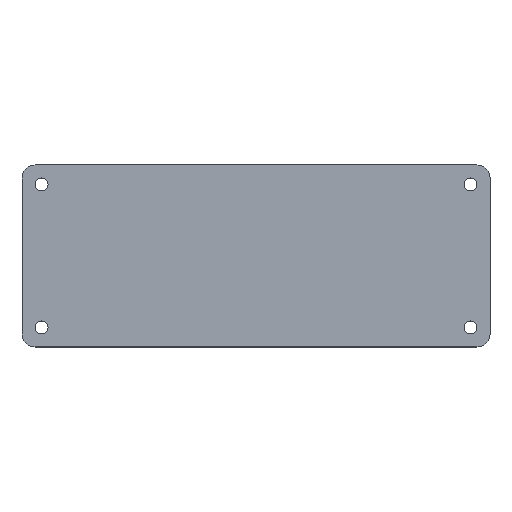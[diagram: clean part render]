
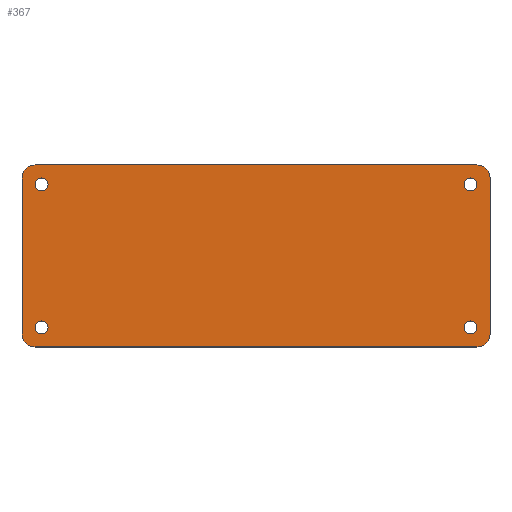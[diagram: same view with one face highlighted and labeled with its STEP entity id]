
A CAD part, top view. The second image highlights one B-rep face of the part: STEP entity #367.
In plain terms, the highlighted planar face has unit normal (0, 0, 1).
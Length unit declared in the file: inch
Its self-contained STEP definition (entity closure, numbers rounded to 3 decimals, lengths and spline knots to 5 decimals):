
#10 = FACE_BOUND ( 'NONE', #391, .T. ) ;
#14 = CARTESIAN_POINT ( 'NONE',  ( 4.25, 1.5, 0. ) ) ;
#15 = DIRECTION ( 'NONE',  ( -1., 0., 0. ) ) ;
#16 = DIRECTION ( 'NONE',  ( 0., 0., -1. ) ) ;
#18 = VECTOR ( 'NONE', #369, 39.37008 ) ;
#25 = EDGE_CURVE ( 'NONE', #376, #148, #347, .T. ) ;
#27 = ORIENTED_EDGE ( 'NONE', *, *, #72, .F. ) ;
#33 = ORIENTED_EDGE ( 'NONE', *, *, #342, .F. ) ;
#36 = EDGE_CURVE ( 'NONE', #174, #174, #245, .T. ) ;
#38 = EDGE_LOOP ( 'NONE', ( #27, #268, #225, #154, #192, #33, #426, #222 ) ) ;
#44 = CARTESIAN_POINT ( 'NONE',  ( 4.25, 1.75, 0. ) ) ;
#45 = VECTOR ( 'NONE', #368, 39.37008 ) ;
#48 = EDGE_LOOP ( 'NONE', ( #262 ) ) ;
#58 = CARTESIAN_POINT ( 'NONE',  ( -4.5, 1.5, 0. ) ) ;
#59 = DIRECTION ( 'NONE',  ( -1., 0., 0. ) ) ;
#69 = VERTEX_POINT ( 'NONE', #379 ) ;
#71 = AXIS2_PLACEMENT_3D ( 'NONE', #14, #92, #59 ) ;
#72 = EDGE_CURVE ( 'NONE', #189, #181, #460, .T. ) ;
#84 = AXIS2_PLACEMENT_3D ( 'NONE', #287, #127, #15 ) ;
#86 = DIRECTION ( 'NONE',  ( 0., 0., -1. ) ) ;
#90 = LINE ( 'NONE', #235, #138 ) ;
#92 = DIRECTION ( 'NONE',  ( 0., 0., -1. ) ) ;
#94 = AXIS2_PLACEMENT_3D ( 'NONE', #398, #193, #465 ) ;
#102 = CARTESIAN_POINT ( 'NONE',  ( 4.25, -1.75, 0. ) ) ;
#115 = VERTEX_POINT ( 'NONE', #146 ) ;
#124 = CARTESIAN_POINT ( 'NONE',  ( 4.25, -1.5, 0. ) ) ;
#125 = CARTESIAN_POINT ( 'NONE',  ( 4.125, -1.375, 0. ) ) ;
#127 = DIRECTION ( 'NONE',  ( 0., 0., -1. ) ) ;
#132 = LINE ( 'NONE', #212, #45 ) ;
#134 = EDGE_CURVE ( 'NONE', #69, #69, #199, .T. ) ;
#136 = LINE ( 'NONE', #247, #18 ) ;
#138 = VECTOR ( 'NONE', #403, 39.37008 ) ;
#146 = CARTESIAN_POINT ( 'NONE',  ( -4.5, -1.5, 0. ) ) ;
#148 = VERTEX_POINT ( 'NONE', #102 ) ;
#154 = ORIENTED_EDGE ( 'NONE', *, *, #392, .F. ) ;
#158 = DIRECTION ( 'NONE',  ( 0., 0., -1. ) ) ;
#159 = FACE_OUTER_BOUND ( 'NONE', #38, .T. ) ;
#174 = VERTEX_POINT ( 'NONE', #333 ) ;
#177 = CARTESIAN_POINT ( 'NONE',  ( -4.25, 1.375, 0. ) ) ;
#181 = VERTEX_POINT ( 'NONE', #284 ) ;
#183 = CIRCLE ( 'NONE', #402, 0.125 ) ;
#189 = VERTEX_POINT ( 'NONE', #44 ) ;
#192 = ORIENTED_EDGE ( 'NONE', *, *, #422, .F. ) ;
#193 = DIRECTION ( 'NONE',  ( 0., 0., -1. ) ) ;
#194 = DIRECTION ( 'NONE',  ( 0., 0., -1. ) ) ;
#195 = ORIENTED_EDGE ( 'NONE', *, *, #36, .T. ) ;
#198 = DIRECTION ( 'NONE',  ( 0., 0., 1. ) ) ;
#199 = CIRCLE ( 'NONE', #94, 0.125 ) ;
#208 = DIRECTION ( 'NONE',  ( -1., 0., 0. ) ) ;
#209 = CARTESIAN_POINT ( 'NONE',  ( -4.25, 1.75, 0. ) ) ;
#210 = CIRCLE ( 'NONE', #454, 0.25 ) ;
#212 = CARTESIAN_POINT ( 'NONE',  ( 4.25, -1.75, 0. ) ) ;
#219 = EDGE_CURVE ( 'NONE', #470, #297, #210, .T. ) ;
#222 = ORIENTED_EDGE ( 'NONE', *, *, #464, .F. ) ;
#225 = ORIENTED_EDGE ( 'NONE', *, *, #219, .F. ) ;
#235 = CARTESIAN_POINT ( 'NONE',  ( -4.25, 1.75, 0. ) ) ;
#236 = FACE_BOUND ( 'NONE', #467, .T. ) ;
#245 = CIRCLE ( 'NONE', #381, 0.125 ) ;
#247 = CARTESIAN_POINT ( 'NONE',  ( 4.5, 1.5, 0. ) ) ;
#252 = CARTESIAN_POINT ( 'NONE',  ( 4., -1.375, 0. ) ) ;
#262 = ORIENTED_EDGE ( 'NONE', *, *, #283, .T. ) ;
#268 = ORIENTED_EDGE ( 'NONE', *, *, #334, .F. ) ;
#271 = VERTEX_POINT ( 'NONE', #364 ) ;
#276 = DIRECTION ( 'NONE',  ( -1., 0., 0. ) ) ;
#282 = CARTESIAN_POINT ( 'NONE',  ( -4.125, 1.375, 0. ) ) ;
#283 = EDGE_CURVE ( 'NONE', #512, #512, #339, .T. ) ;
#284 = CARTESIAN_POINT ( 'NONE',  ( 4.5, 1.5, 0. ) ) ;
#287 = CARTESIAN_POINT ( 'NONE',  ( -4.25, -1.5, 0. ) ) ;
#293 = VERTEX_POINT ( 'NONE', #177 ) ;
#297 = VERTEX_POINT ( 'NONE', #209 ) ;
#305 = VECTOR ( 'NONE', #453, 39.37008 ) ;
#307 = ORIENTED_EDGE ( 'NONE', *, *, #401, .T. ) ;
#315 = CARTESIAN_POINT ( 'NONE',  ( 0., 0., 0. ) ) ;
#319 = CARTESIAN_POINT ( 'NONE',  ( -4.5, -1.5, 0. ) ) ;
#321 = CARTESIAN_POINT ( 'NONE',  ( -4.125, -1.375, 0. ) ) ;
#323 = AXIS2_PLACEMENT_3D ( 'NONE', #124, #194, #352 ) ;
#333 = CARTESIAN_POINT ( 'NONE',  ( -4.25, -1.375, 0. ) ) ;
#334 = EDGE_CURVE ( 'NONE', #297, #189, #90, .T. ) ;
#339 = CIRCLE ( 'NONE', #496, 0.125 ) ;
#342 = EDGE_CURVE ( 'NONE', #148, #271, #132, .T. ) ;
#347 = CIRCLE ( 'NONE', #323, 0.25 ) ;
#352 = DIRECTION ( 'NONE',  ( -1., 0., 0. ) ) ;
#360 = DIRECTION ( 'NONE',  ( -1., 0., 0. ) ) ;
#364 = CARTESIAN_POINT ( 'NONE',  ( -4.25, -1.75, 0. ) ) ;
#366 = FACE_BOUND ( 'NONE', #385, .T. ) ;
#367 = ADVANCED_FACE ( 'NONE', ( #405, #366, #10, #236, #159 ), #442, .T. ) ;
#368 = DIRECTION ( 'NONE',  ( -1., 0., 0. ) ) ;
#369 = DIRECTION ( 'NONE',  ( 0., -1., 0. ) ) ;
#376 = VERTEX_POINT ( 'NONE', #406 ) ;
#379 = CARTESIAN_POINT ( 'NONE',  ( 4., 1.375, 0. ) ) ;
#381 = AXIS2_PLACEMENT_3D ( 'NONE', #321, #158, #494 ) ;
#385 = EDGE_LOOP ( 'NONE', ( #195 ) ) ;
#391 = EDGE_LOOP ( 'NONE', ( #307 ) ) ;
#392 = EDGE_CURVE ( 'NONE', #115, #470, #450, .T. ) ;
#398 = CARTESIAN_POINT ( 'NONE',  ( 4.125, 1.375, 0. ) ) ;
#401 = EDGE_CURVE ( 'NONE', #293, #293, #183, .T. ) ;
#402 = AXIS2_PLACEMENT_3D ( 'NONE', #282, #491, #208 ) ;
#403 = DIRECTION ( 'NONE',  ( 1., 0., 0. ) ) ;
#405 = FACE_BOUND ( 'NONE', #48, .T. ) ;
#406 = CARTESIAN_POINT ( 'NONE',  ( 4.5, -1.5, 0. ) ) ;
#422 = EDGE_CURVE ( 'NONE', #271, #115, #510, .T. ) ;
#426 = ORIENTED_EDGE ( 'NONE', *, *, #25, .F. ) ;
#427 = AXIS2_PLACEMENT_3D ( 'NONE', #315, #198, #486 ) ;
#438 = CARTESIAN_POINT ( 'NONE',  ( -4.25, 1.5, 0. ) ) ;
#442 = PLANE ( 'NONE',  #427 ) ;
#450 = LINE ( 'NONE', #319, #305 ) ;
#453 = DIRECTION ( 'NONE',  ( 0., 1., 0. ) ) ;
#454 = AXIS2_PLACEMENT_3D ( 'NONE', #438, #16, #276 ) ;
#460 = CIRCLE ( 'NONE', #71, 0.25 ) ;
#464 = EDGE_CURVE ( 'NONE', #181, #376, #136, .T. ) ;
#465 = DIRECTION ( 'NONE',  ( -1., 0., 0. ) ) ;
#467 = EDGE_LOOP ( 'NONE', ( #471 ) ) ;
#470 = VERTEX_POINT ( 'NONE', #58 ) ;
#471 = ORIENTED_EDGE ( 'NONE', *, *, #134, .T. ) ;
#486 = DIRECTION ( 'NONE',  ( 1., 0., 0. ) ) ;
#491 = DIRECTION ( 'NONE',  ( 0., 0., -1. ) ) ;
#494 = DIRECTION ( 'NONE',  ( -1., 0., 0. ) ) ;
#496 = AXIS2_PLACEMENT_3D ( 'NONE', #125, #86, #360 ) ;
#510 = CIRCLE ( 'NONE', #84, 0.25 ) ;
#512 = VERTEX_POINT ( 'NONE', #252 ) ;
